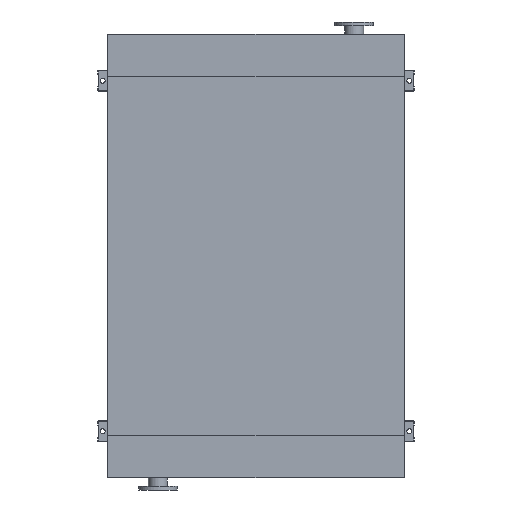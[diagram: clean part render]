
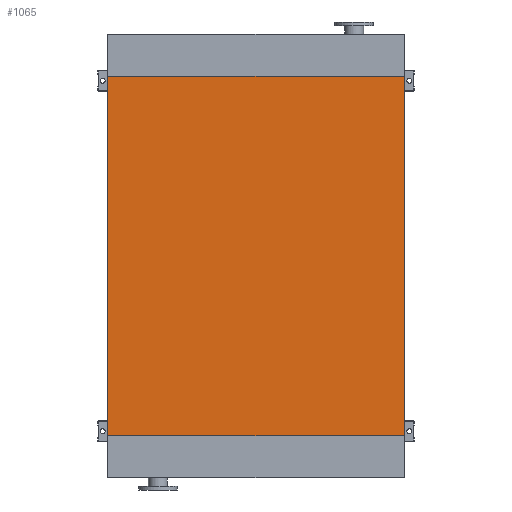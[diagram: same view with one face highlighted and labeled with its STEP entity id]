
A CAD part, front view. The second image highlights one B-rep face of the part: STEP entity #1065.
In plain terms, the highlighted planar face has unit normal (0, -1, 0).
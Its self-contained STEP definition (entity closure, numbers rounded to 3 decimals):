
#646 = DIRECTION ( 'NONE',  ( 0., 0., -1. ) ) ;
#704 = DIRECTION ( 'NONE',  ( 0., -1., 0. ) ) ;
#791 = CARTESIAN_POINT ( 'NONE',  ( -845., 0., -2050. ) ) ;
#892 = LINE ( 'NONE', #8765, #15724 ) ;
#1065 = ADVANCED_FACE ( 'NONE', ( #9734 ), #2772, .T. ) ;
#2423 = DIRECTION ( 'NONE',  ( 0., 0., 1. ) ) ;
#2576 = CARTESIAN_POINT ( 'NONE',  ( 845., 0., -2050. ) ) ;
#2676 = EDGE_CURVE ( 'NONE', #11661, #15481, #892, .T. ) ;
#2772 = PLANE ( 'NONE',  #17485 ) ;
#2803 = CARTESIAN_POINT ( 'NONE',  ( -845., 0., -2050. ) ) ;
#3854 = ORIENTED_EDGE ( 'NONE', *, *, #9517, .T. ) ;
#5889 = CARTESIAN_POINT ( 'NONE',  ( 845., 0., 0. ) ) ;
#6166 = LINE ( 'NONE', #2576, #12667 ) ;
#6906 = VERTEX_POINT ( 'NONE', #5889 ) ;
#8553 = DIRECTION ( 'NONE',  ( 0., 0., 1. ) ) ;
#8765 = CARTESIAN_POINT ( 'NONE',  ( -845., 0., -2050. ) ) ;
#9000 = DIRECTION ( 'NONE',  ( 1., 0., 0. ) ) ;
#9053 = CARTESIAN_POINT ( 'NONE',  ( -845., 0., -2050. ) ) ;
#9517 = EDGE_CURVE ( 'NONE', #10011, #6906, #6166, .T. ) ;
#9734 = FACE_OUTER_BOUND ( 'NONE', #12490, .T. ) ;
#9818 = VECTOR ( 'NONE', #9000, 1000. ) ;
#10011 = VERTEX_POINT ( 'NONE', #14699 ) ;
#10461 = VECTOR ( 'NONE', #11588, 1000. ) ;
#10751 = EDGE_CURVE ( 'NONE', #15481, #6906, #13698, .T. ) ;
#11245 = EDGE_CURVE ( 'NONE', #11661, #10011, #13152, .T. ) ;
#11588 = DIRECTION ( 'NONE',  ( 1., 0., 0. ) ) ;
#11618 = CARTESIAN_POINT ( 'NONE',  ( -845., 0., 0. ) ) ;
#11661 = VERTEX_POINT ( 'NONE', #2803 ) ;
#12490 = EDGE_LOOP ( 'NONE', ( #13244, #13946, #16734, #3854 ) ) ;
#12667 = VECTOR ( 'NONE', #2423, 1000. ) ;
#13152 = LINE ( 'NONE', #9053, #9818 ) ;
#13244 = ORIENTED_EDGE ( 'NONE', *, *, #10751, .F. ) ;
#13698 = LINE ( 'NONE', #11618, #10461 ) ;
#13943 = CARTESIAN_POINT ( 'NONE',  ( -845., 0., 0. ) ) ;
#13946 = ORIENTED_EDGE ( 'NONE', *, *, #2676, .F. ) ;
#14699 = CARTESIAN_POINT ( 'NONE',  ( 845., 0., -2050. ) ) ;
#15481 = VERTEX_POINT ( 'NONE', #13943 ) ;
#15724 = VECTOR ( 'NONE', #8553, 1000. ) ;
#16734 = ORIENTED_EDGE ( 'NONE', *, *, #11245, .T. ) ;
#17485 = AXIS2_PLACEMENT_3D ( 'NONE', #791, #704, #646 ) ;
